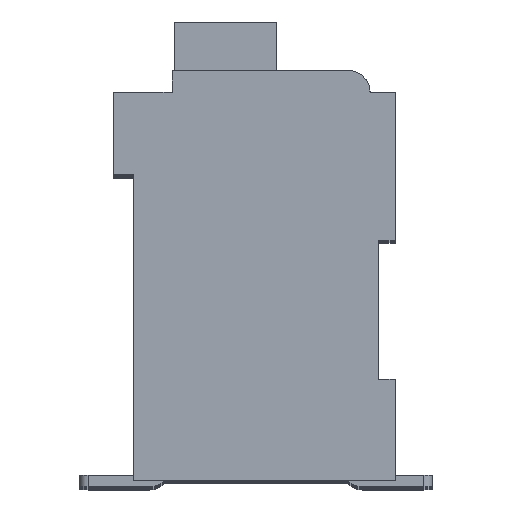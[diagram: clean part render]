
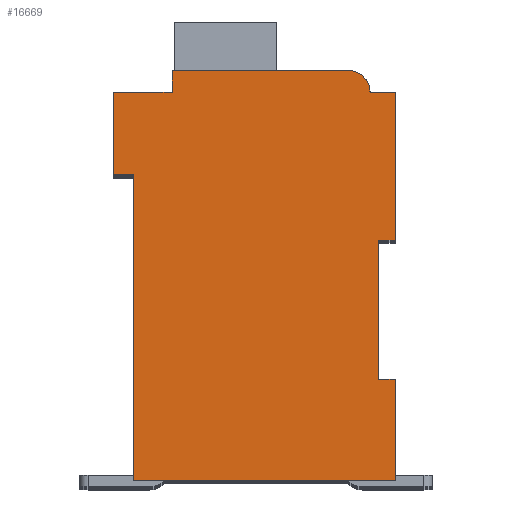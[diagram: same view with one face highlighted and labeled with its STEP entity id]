
A CAD part, top view. The second image highlights one B-rep face of the part: STEP entity #16669.
In plain terms, the highlighted planar face has unit normal (0, 0, 1).
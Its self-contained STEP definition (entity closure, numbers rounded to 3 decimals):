
#4074=DIRECTION('',(1.,0.,0.));
#4075=VECTOR('',#4074,0.5);
#4076=CARTESIAN_POINT('',(7.3,7.15,2.1));
#4077=LINE('',#4076,#4075);
#4078=DIRECTION('',(0.,1.,0.));
#4079=VECTOR('',#4078,4.15);
#4080=CARTESIAN_POINT('',(7.3,3.,2.1));
#4081=LINE('',#4080,#4079);
#4082=DIRECTION('',(-1.,0.,0.));
#4083=VECTOR('',#4082,0.5);
#4084=CARTESIAN_POINT('',(7.8,3.,2.1));
#4085=LINE('',#4084,#4083);
#4086=DIRECTION('',(0.,1.,0.));
#4087=VECTOR('',#4086,3.);
#4088=CARTESIAN_POINT('',(7.8,0.,2.1));
#4089=LINE('',#4088,#4087);
#4090=DIRECTION('',(1.,0.,0.));
#4091=VECTOR('',#4090,7.8);
#4092=CARTESIAN_POINT('',(0.,0.,2.1));
#4093=LINE('',#4092,#4091);
#4094=DIRECTION('',(0.,-1.,0.));
#4095=VECTOR('',#4094,9.1);
#4096=CARTESIAN_POINT('',(0.,9.1,2.1));
#4097=LINE('',#4096,#4095);
#4098=DIRECTION('',(1.,0.,0.));
#4099=VECTOR('',#4098,0.6);
#4100=CARTESIAN_POINT('',(-0.6,9.1,2.1));
#4101=LINE('',#4100,#4099);
#4102=DIRECTION('',(0.,-1.,0.));
#4103=VECTOR('',#4102,2.45);
#4104=CARTESIAN_POINT('',(-0.6,11.55,2.1));
#4105=LINE('',#4104,#4103);
#4106=DIRECTION('',(-1.,0.,0.));
#4107=VECTOR('',#4106,1.75);
#4108=CARTESIAN_POINT('',(1.15,11.55,2.1));
#4109=LINE('',#4108,#4107);
#4110=DIRECTION('',(0.,-1.,0.));
#4111=VECTOR('',#4110,0.65);
#4112=CARTESIAN_POINT('',(1.15,12.2,2.1));
#4113=LINE('',#4112,#4111);
#4114=DIRECTION('',(-1.,0.,0.));
#4115=VECTOR('',#4114,5.25);
#4116=CARTESIAN_POINT('',(6.4,12.2,2.1));
#4117=LINE('',#4116,#4115);
#4118=CARTESIAN_POINT('',(6.4,11.55,2.1));
#4119=DIRECTION('',(0.,0.,1.));
#4120=DIRECTION('',(1.,0.,0.));
#4121=AXIS2_PLACEMENT_3D('',#4118,#4119,#4120);
#4123=DIRECTION('',(-1.,0.,0.));
#4124=VECTOR('',#4123,0.75);
#4125=CARTESIAN_POINT('',(7.8,11.55,2.1));
#4126=LINE('',#4125,#4124);
#4127=DIRECTION('',(0.,1.,0.));
#4128=VECTOR('',#4127,4.4);
#4129=CARTESIAN_POINT('',(7.8,7.15,2.1));
#4130=LINE('',#4129,#4128);
#9609=CARTESIAN_POINT('',(7.3,7.15,2.1));
#9610=CARTESIAN_POINT('',(7.8,7.15,2.1));
#9611=VERTEX_POINT('',#9609);
#9612=VERTEX_POINT('',#9610);
#9613=CARTESIAN_POINT('',(7.8,11.55,2.1));
#9614=VERTEX_POINT('',#9613);
#9615=CARTESIAN_POINT('',(7.05,11.55,2.1));
#9616=VERTEX_POINT('',#9615);
#9617=CARTESIAN_POINT('',(6.4,12.2,2.1));
#9618=VERTEX_POINT('',#9617);
#9619=CARTESIAN_POINT('',(1.15,12.2,2.1));
#9620=VERTEX_POINT('',#9619);
#9621=CARTESIAN_POINT('',(1.15,11.55,2.1));
#9622=VERTEX_POINT('',#9621);
#9623=CARTESIAN_POINT('',(-0.6,11.55,2.1));
#9624=VERTEX_POINT('',#9623);
#9625=CARTESIAN_POINT('',(-0.6,9.1,2.1));
#9626=VERTEX_POINT('',#9625);
#9627=CARTESIAN_POINT('',(0.,9.1,2.1));
#9628=VERTEX_POINT('',#9627);
#9629=CARTESIAN_POINT('',(0.,0.,2.1));
#9630=VERTEX_POINT('',#9629);
#9631=CARTESIAN_POINT('',(7.8,0.,2.1));
#9632=VERTEX_POINT('',#9631);
#9633=CARTESIAN_POINT('',(7.8,3.,2.1));
#9634=VERTEX_POINT('',#9633);
#9635=CARTESIAN_POINT('',(7.3,3.,2.1));
#9636=VERTEX_POINT('',#9635);
#16648=CARTESIAN_POINT('',(0.,0.,2.1));
#16649=DIRECTION('',(0.,0.,1.));
#16650=DIRECTION('',(1.,0.,0.));
#16651=AXIS2_PLACEMENT_3D('',#16648,#16649,#16650);
#16652=PLANE('',#16651);
#16653=ORIENTED_EDGE('',*,*,#12630,.F.);
#16654=ORIENTED_EDGE('',*,*,#13110,.F.);
#16655=ORIENTED_EDGE('',*,*,#13476,.F.);
#16656=ORIENTED_EDGE('',*,*,#13711,.F.);
#16657=ORIENTED_EDGE('',*,*,#13990,.F.);
#16658=ORIENTED_EDGE('',*,*,#14392,.F.);
#16659=ORIENTED_EDGE('',*,*,#14528,.F.);
#16660=ORIENTED_EDGE('',*,*,#14799,.F.);
#16661=ORIENTED_EDGE('',*,*,#15117,.F.);
#16662=ORIENTED_EDGE('',*,*,#15588,.F.);
#16663=ORIENTED_EDGE('',*,*,#15952,.F.);
#16664=ORIENTED_EDGE('',*,*,#15168,.F.);
#16665=ORIENTED_EDGE('',*,*,#15449,.F.);
#16666=ORIENTED_EDGE('',*,*,#13005,.F.);
#16667=EDGE_LOOP('',(#16653,#16654,#16655,#16656,#16657,#16658,#16659,#16660,
#16661,#16662,#16663,#16664,#16665,#16666));
#16668=FACE_OUTER_BOUND('',#16667,.F.);
#4122=CIRCLE('',#4121,0.65);
#12630=EDGE_CURVE('',#9611,#9612,#4077,.T.);
#13005=EDGE_CURVE('',#9612,#9614,#4130,.T.);
#13110=EDGE_CURVE('',#9636,#9611,#4081,.T.);
#13476=EDGE_CURVE('',#9634,#9636,#4085,.T.);
#13711=EDGE_CURVE('',#9632,#9634,#4089,.T.);
#13990=EDGE_CURVE('',#9630,#9632,#4093,.T.);
#14392=EDGE_CURVE('',#9628,#9630,#4097,.T.);
#14528=EDGE_CURVE('',#9626,#9628,#4101,.T.);
#14799=EDGE_CURVE('',#9624,#9626,#4105,.T.);
#15117=EDGE_CURVE('',#9622,#9624,#4109,.T.);
#15168=EDGE_CURVE('',#9616,#9618,#4122,.T.);
#15449=EDGE_CURVE('',#9614,#9616,#4126,.T.);
#15588=EDGE_CURVE('',#9620,#9622,#4113,.T.);
#15952=EDGE_CURVE('',#9618,#9620,#4117,.T.);
#16669=ADVANCED_FACE('',(#16668),#16652,.T.);
